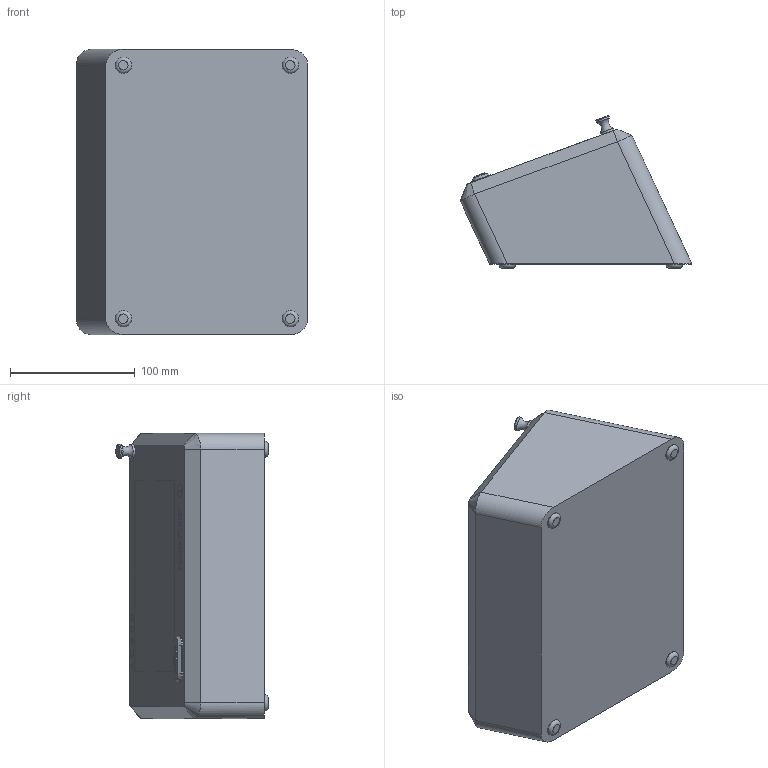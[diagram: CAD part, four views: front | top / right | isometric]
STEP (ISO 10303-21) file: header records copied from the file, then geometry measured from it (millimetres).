
FILE_DESCRIPTION(/* description */ ('MARKFIRST CONTROLER, AC500, WITH SWITCH'),/* implementation_level */ '2;1');
FILE_NAME(/* name */ 'AC500.stp',/* time_stamp */ '2014-10-16T14:42:25-04:00',/* author */ ('pks'),/* organization */ (''),/* preprocessor_version */ 'ST-DEVELOPER v15.6',/* originating_system */ 'Autodesk Inventor 2015',/* authorisation */ '');
FILE_SCHEMA (('AUTOMOTIVE_DESIGN { 1 0 10303 214 3 1 1 }'));
Length unit declared in the file: inch
Products named in the file (1): M3M00-006
Bounding box: 185.68 x 122.17 x 228.6 mm (x, y, z)
Volume: 3127934.3 mm3; surface area: 136335.6 mm2
Topology: 1 solids, 1 shells, 304 faces, 795 edges, 523 vertices
Faces by surface type: plane 185, bspline 91, cylinder 20, torus 6, cone 2
Full cylindrical faces by diameter (mm): 10.091 x1, 11.107 x1, 11.112 x2, 13.157 x4
Entity records: 10131 total; most frequent: CARTESIAN_POINT 3226, ORIENTED_EDGE 1560, DIRECTION 1060, EDGE_CURVE 780, LINE 544, VECTOR 544, VERTEX_POINT 522, EDGE_LOOP 348
